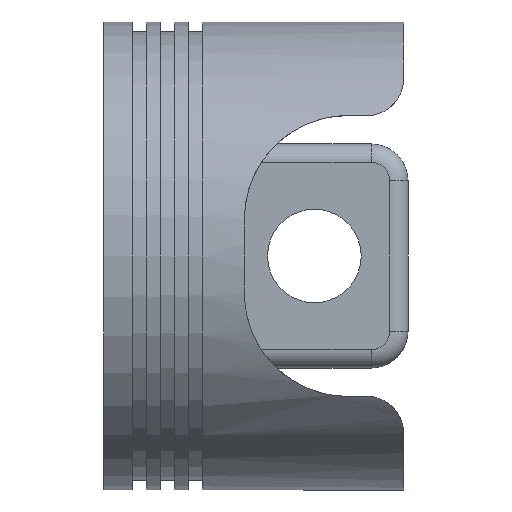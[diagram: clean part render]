
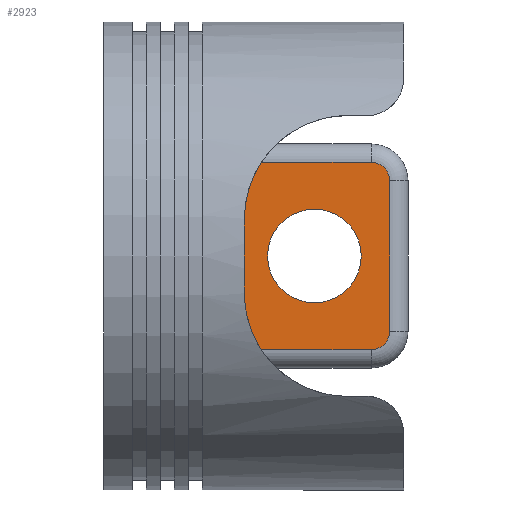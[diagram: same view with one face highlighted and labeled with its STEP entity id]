
A CAD part, left-side view. The second image highlights one B-rep face of the part: STEP entity #2923.
In plain terms, the highlighted planar face has unit normal (-1, 0, 0).
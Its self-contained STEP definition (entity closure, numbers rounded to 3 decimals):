
#17 = ORIENTED_EDGE ( 'NONE', *, *, #2310, .T. ) ;
#147 = AXIS2_PLACEMENT_3D ( 'NONE', #3587, #1149, #1483 ) ;
#164 = VECTOR ( 'NONE', #905, 1000. ) ;
#204 = VECTOR ( 'NONE', #2936, 1000. ) ;
#240 = DIRECTION ( 'NONE',  ( 0., 0., -1. ) ) ;
#281 = CIRCLE ( 'NONE', #846, 5. ) ;
#334 = CARTESIAN_POINT ( 'NONE',  ( -34.88, -57.1, 0. ) ) ;
#375 = VERTEX_POINT ( 'NONE', #1711 ) ;
#525 = CIRCLE ( 'NONE', #3045, 12.7 ) ;
#538 = EDGE_CURVE ( 'NONE', #1332, #1730, #281, .T. ) ;
#604 = VECTOR ( 'NONE', #753, 1000. ) ;
#692 = EDGE_CURVE ( 'NONE', #1730, #3322, #2865, .T. ) ;
#696 = ORIENTED_EDGE ( 'NONE', *, *, #692, .T. ) ;
#732 = CARTESIAN_POINT ( 'NONE',  ( -34.88, -82.5, 25.4 ) ) ;
#753 = DIRECTION ( 'NONE',  ( 0., 1., 0. ) ) ;
#774 = ORIENTED_EDGE ( 'NONE', *, *, #1763, .T. ) ;
#796 = EDGE_CURVE ( 'NONE', #3699, #1355, #4010, .T. ) ;
#797 = PLANE ( 'NONE',  #2385 ) ;
#840 = CARTESIAN_POINT ( 'NONE',  ( -34.88, -77.5, 20.4 ) ) ;
#846 = AXIS2_PLACEMENT_3D ( 'NONE', #1586, #2989, #2531 ) ;
#905 = DIRECTION ( 'NONE',  ( 0., -1., 0. ) ) ;
#959 = DIRECTION ( 'NONE',  ( 1., 0., 0. ) ) ;
#970 = CARTESIAN_POINT ( 'NONE',  ( -34.88, -72.5, 25.4 ) ) ;
#972 = CARTESIAN_POINT ( 'NONE',  ( -34.88, -57.1, -12.7 ) ) ;
#1009 = DIRECTION ( 'NONE',  ( 1., 0., 0. ) ) ;
#1136 = FACE_BOUND ( 'NONE', #2691, .T. ) ;
#1149 = DIRECTION ( 'NONE',  ( -1., 0., 0. ) ) ;
#1192 = CARTESIAN_POINT ( 'NONE',  ( -34.88, -72.5, -25.4 ) ) ;
#1201 = DIRECTION ( 'NONE',  ( 1., 0., 0. ) ) ;
#1221 = DIRECTION ( 'NONE',  ( 0., 0., -1. ) ) ;
#1241 = LINE ( 'NONE', #2607, #164 ) ;
#1293 = DIRECTION ( 'NONE',  ( 0., 0., -1. ) ) ;
#1324 = CARTESIAN_POINT ( 'NONE',  ( -34.88, -77.5, 20.4 ) ) ;
#1332 = VERTEX_POINT ( 'NONE', #1192 ) ;
#1355 = VERTEX_POINT ( 'NONE', #1547 ) ;
#1410 = CARTESIAN_POINT ( 'NONE',  ( -34.88, -77.5, -20.4 ) ) ;
#1411 = EDGE_CURVE ( 'NONE', #3322, #1645, #1503, .T. ) ;
#1483 = DIRECTION ( 'NONE',  ( 0., 0., -1. ) ) ;
#1503 = CIRCLE ( 'NONE', #147, 5. ) ;
#1547 = CARTESIAN_POINT ( 'NONE',  ( -34.88, -57.1, 12.7 ) ) ;
#1586 = CARTESIAN_POINT ( 'NONE',  ( -34.88, -72.5, -20.4 ) ) ;
#1638 = ORIENTED_EDGE ( 'NONE', *, *, #1411, .T. ) ;
#1645 = VERTEX_POINT ( 'NONE', #970 ) ;
#1711 = CARTESIAN_POINT ( 'NONE',  ( -34.88, -24., -25.4 ) ) ;
#1730 = VERTEX_POINT ( 'NONE', #1410 ) ;
#1763 = EDGE_CURVE ( 'NONE', #3814, #375, #2372, .T. ) ;
#1804 = CARTESIAN_POINT ( 'NONE',  ( -34.88, -24., 25.4 ) ) ;
#2144 = ORIENTED_EDGE ( 'NONE', *, *, #796, .T. ) ;
#2165 = CARTESIAN_POINT ( 'NONE',  ( -34.88, -82.5, 30.4 ) ) ;
#2310 = EDGE_CURVE ( 'NONE', #375, #1332, #1241, .T. ) ;
#2372 = LINE ( 'NONE', #3793, #4310 ) ;
#2385 = AXIS2_PLACEMENT_3D ( 'NONE', #2165, #1201, #1221 ) ;
#2398 = DIRECTION ( 'NONE',  ( 0., 0., -1. ) ) ;
#2531 = DIRECTION ( 'NONE',  ( 0., 0., -1. ) ) ;
#2564 = FACE_OUTER_BOUND ( 'NONE', #4066, .T. ) ;
#2607 = CARTESIAN_POINT ( 'NONE',  ( -34.88, -82.5, -25.4 ) ) ;
#2663 = CARTESIAN_POINT ( 'NONE',  ( -34.88, -57.1, 0. ) ) ;
#2691 = EDGE_LOOP ( 'NONE', ( #2144, #3036 ) ) ;
#2742 = EDGE_CURVE ( 'NONE', #1645, #3814, #2799, .T. ) ;
#2799 = LINE ( 'NONE', #732, #604 ) ;
#2865 = LINE ( 'NONE', #840, #204 ) ;
#2923 = ADVANCED_FACE ( 'NONE', ( #1136, #2564 ), #797, .F. ) ;
#2936 = DIRECTION ( 'NONE',  ( 0., 0., 1. ) ) ;
#2989 = DIRECTION ( 'NONE',  ( -1., 0., 0. ) ) ;
#3036 = ORIENTED_EDGE ( 'NONE', *, *, #3945, .T. ) ;
#3045 = AXIS2_PLACEMENT_3D ( 'NONE', #334, #1009, #1293 ) ;
#3305 = ORIENTED_EDGE ( 'NONE', *, *, #538, .T. ) ;
#3322 = VERTEX_POINT ( 'NONE', #1324 ) ;
#3587 = CARTESIAN_POINT ( 'NONE',  ( -34.88, -72.5, 20.4 ) ) ;
#3673 = ORIENTED_EDGE ( 'NONE', *, *, #2742, .T. ) ;
#3699 = VERTEX_POINT ( 'NONE', #972 ) ;
#3793 = CARTESIAN_POINT ( 'NONE',  ( -34.88, -24., 30.4 ) ) ;
#3814 = VERTEX_POINT ( 'NONE', #1804 ) ;
#3945 = EDGE_CURVE ( 'NONE', #1355, #3699, #525, .T. ) ;
#4010 = CIRCLE ( 'NONE', #4091, 12.7 ) ;
#4066 = EDGE_LOOP ( 'NONE', ( #3673, #774, #17, #3305, #696, #1638 ) ) ;
#4091 = AXIS2_PLACEMENT_3D ( 'NONE', #2663, #959, #240 ) ;
#4310 = VECTOR ( 'NONE', #2398, 1000. ) ;
